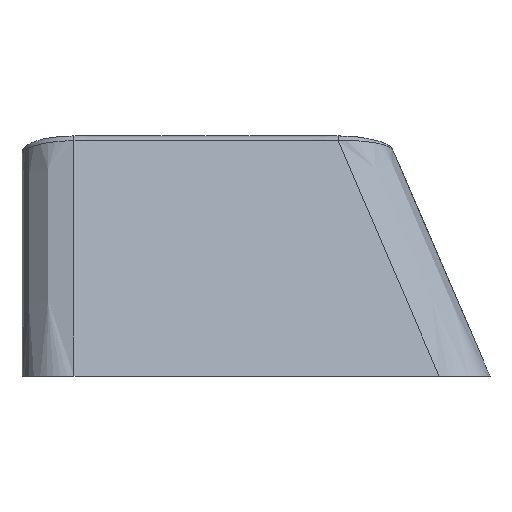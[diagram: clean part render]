
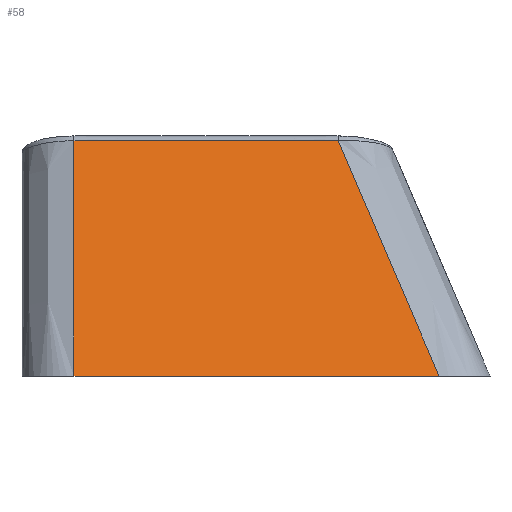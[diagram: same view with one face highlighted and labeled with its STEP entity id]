
A CAD part, left-side view. The second image highlights one B-rep face of the part: STEP entity #58.
In plain terms, the highlighted planar face has unit normal (-0.966, 0, 0.26).
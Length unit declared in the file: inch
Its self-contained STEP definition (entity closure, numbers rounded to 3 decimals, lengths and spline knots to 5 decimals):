
#25 = LINE ( 'NONE', #2422, #734 ) ;
#58 = ADVANCED_FACE ( 'NONE', ( #3598 ), #880, .F. ) ;
#69 = CARTESIAN_POINT ( 'NONE',  ( -0.35433, -0.27741, 0. ) ) ;
#95 = VECTOR ( 'NONE', #3686, 39.37008 ) ;
#111 = EDGE_CURVE ( 'NONE', #179, #2906, #1700, .T. ) ;
#179 = VERTEX_POINT ( 'NONE', #1793 ) ;
#194 = DIRECTION ( 'NONE',  ( 0.26, 0., 0.966 ) ) ;
#222 = EDGE_LOOP ( 'NONE', ( #810, #1829, #3827, #2576 ) ) ;
#262 = DIRECTION ( 'NONE',  ( 0.966, 0., -0.26 ) ) ;
#447 = CARTESIAN_POINT ( 'NONE',  ( -0.25856, 0.27559, 0.35628 ) ) ;
#466 = VERTEX_POINT ( 'NONE', #2356 ) ;
#542 = DIRECTION ( 'NONE',  ( 0., 1., 0. ) ) ;
#734 = VECTOR ( 'NONE', #2440, 39.37008 ) ;
#810 = ORIENTED_EDGE ( 'NONE', *, *, #111, .F. ) ;
#849 = CARTESIAN_POINT ( 'NONE',  ( -0.25856, 0.07571, 0.35628 ) ) ;
#880 = PLANE ( 'NONE',  #3119 ) ;
#1462 = CARTESIAN_POINT ( 'NONE',  ( -0.35433, -0.35433, 0. ) ) ;
#1660 = EDGE_CURVE ( 'NONE', #3626, #179, #2776, .T. ) ;
#1700 = LINE ( 'NONE', #2931, #1701 ) ;
#1701 = VECTOR ( 'NONE', #194, 39.37008 ) ;
#1793 = CARTESIAN_POINT ( 'NONE',  ( -0.35433, 0.27559, 0. ) ) ;
#1829 = ORIENTED_EDGE ( 'NONE', *, *, #1660, .F. ) ;
#2048 = EDGE_CURVE ( 'NONE', #466, #3626, #25, .T. ) ;
#2115 = CARTESIAN_POINT ( 'NONE',  ( -0.35433, 0., 0. ) ) ;
#2326 = DIRECTION ( 'NONE',  ( 0., -1., 0. ) ) ;
#2356 = CARTESIAN_POINT ( 'NONE',  ( -0.25856, -0.12417, 0.35628 ) ) ;
#2422 = CARTESIAN_POINT ( 'NONE',  ( -0.35433, -0.27741, 0. ) ) ;
#2440 = DIRECTION ( 'NONE',  ( -0.24, -0.384, -0.892 ) ) ;
#2576 = ORIENTED_EDGE ( 'NONE', *, *, #3134, .F. ) ;
#2776 = LINE ( 'NONE', #2115, #95 ) ;
#2868 = VECTOR ( 'NONE', #2326, 39.37008 ) ;
#2906 = VERTEX_POINT ( 'NONE', #447 ) ;
#2931 = CARTESIAN_POINT ( 'NONE',  ( -0.35433, 0.27559, 0. ) ) ;
#3119 = AXIS2_PLACEMENT_3D ( 'NONE', #1462, #262, #542 ) ;
#3134 = EDGE_CURVE ( 'NONE', #2906, #466, #3611, .T. ) ;
#3598 = FACE_OUTER_BOUND ( 'NONE', #222, .T. ) ;
#3611 = LINE ( 'NONE', #849, #2868 ) ;
#3626 = VERTEX_POINT ( 'NONE', #69 ) ;
#3686 = DIRECTION ( 'NONE',  ( 0., 1., 0. ) ) ;
#3827 = ORIENTED_EDGE ( 'NONE', *, *, #2048, .F. ) ;
